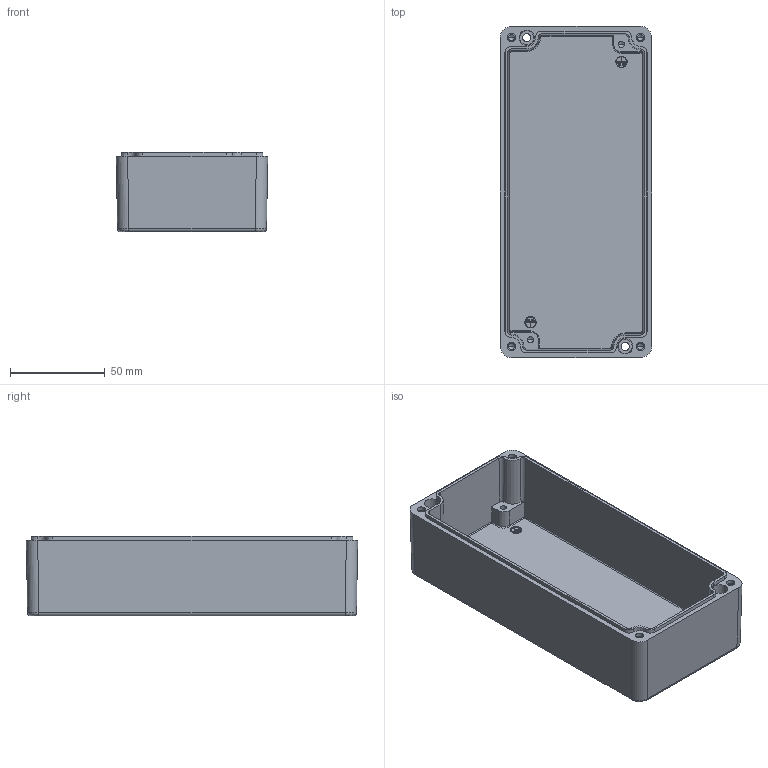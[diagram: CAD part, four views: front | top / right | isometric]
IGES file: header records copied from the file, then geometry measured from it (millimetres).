
Global section: file name: No Iges File Name specified; native system: Autodesk Inventor 2011; preprocessor: AutoDesk Inventor Iges Exporter R2011; author: tcook; date: 20101020.141052; units: millimetre
Bounding box: 80 x 175 x 42 mm (x, y, z)
Volume: 135606.9 mm3; surface area: 67959.1 mm2
Topology: 1 solids, 1 shells, 181 faces, 439 edges, 274 vertices
Faces by surface type: plane 70, bspline 55, revolution 30, cone 14, cylinder 12
